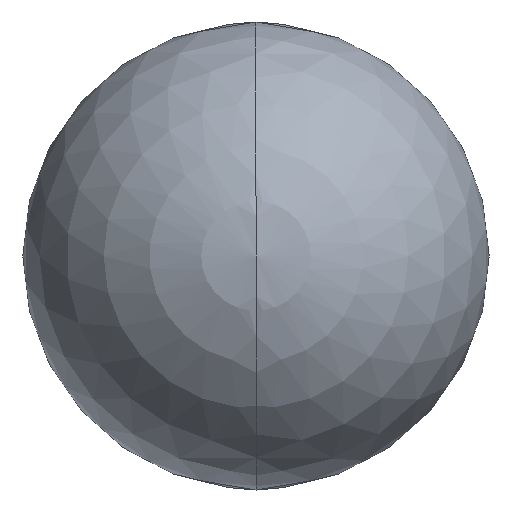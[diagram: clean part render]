
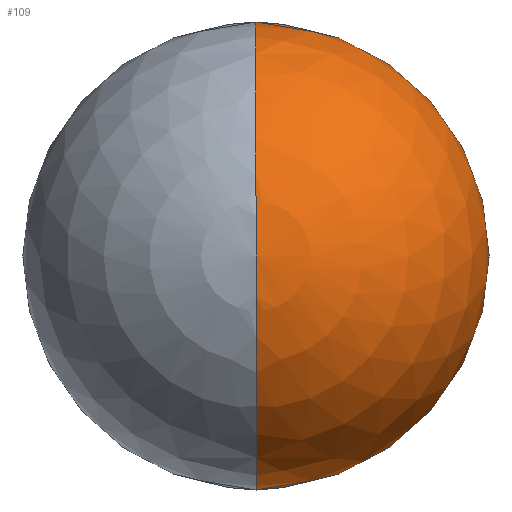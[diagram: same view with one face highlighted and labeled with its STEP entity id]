
A CAD part, left-side view. The second image highlights one B-rep face of the part: STEP entity #109.
In plain terms, the highlighted spherical face has radius 17.5 mm.
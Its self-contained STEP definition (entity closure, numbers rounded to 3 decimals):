
#81=EDGE_CURVE('',#111,#107,#211,.T.);
#107=VERTEX_POINT('',#242);
#109=ADVANCED_FACE('',(#244),#245,.T.);
#111=VERTEX_POINT('',#247);
#135=EDGE_CURVE('',#107,#167,#275,.T.);
#167=VERTEX_POINT('',#310);
#193=EDGE_CURVE('',#167,#111,#338,.T.);
#211=CIRCLE('',#347,17.5);
#242=CARTESIAN_POINT('',(-184.0,0.,0.));
#244=FACE_OUTER_BOUND('',#387,.T.);
#245=SPHERICAL_SURFACE('',#388,17.5);
#247=CARTESIAN_POINT('',(-151.5,0.,-9.014));
#275=CIRCLE('',#429,17.5);
#310=CARTESIAN_POINT('',(-151.5,0.,9.014));
#338=CIRCLE('',#506,9.014);
#347=AXIS2_PLACEMENT_3D('',#508,#509,#510);
#387=EDGE_LOOP('',(#559,#560,#561));
#388=AXIS2_PLACEMENT_3D('',#562,#563,#564);
#429=AXIS2_PLACEMENT_3D('',#604,#605,#606);
#506=AXIS2_PLACEMENT_3D('',#672,#673,#674);
#508=CARTESIAN_POINT('',(-166.5,0.,0.));
#509=DIRECTION('',(-0.0,1.0,0.));
#510=DIRECTION('',(0.0,0.,-1.0));
#559=ORIENTED_EDGE('',*,*,#135,.F.);
#560=ORIENTED_EDGE('',*,*,#81,.F.);
#561=ORIENTED_EDGE('',*,*,#193,.F.);
#562=CARTESIAN_POINT('',(-166.5,0.,0.));
#563=DIRECTION('',(1.0,0.0,0.0));
#564=DIRECTION('',(0.0,0.,1.0));
#604=CARTESIAN_POINT('',(-166.5,0.,0.));
#605=DIRECTION('',(-0.0,1.0,0.));
#606=DIRECTION('',(0.0,0.,-1.0));
#672=CARTESIAN_POINT('',(-151.5,0.,0.));
#673=DIRECTION('',(1.0,0.0,0.0));
#674=DIRECTION('',(0.0,0.,1.0));
